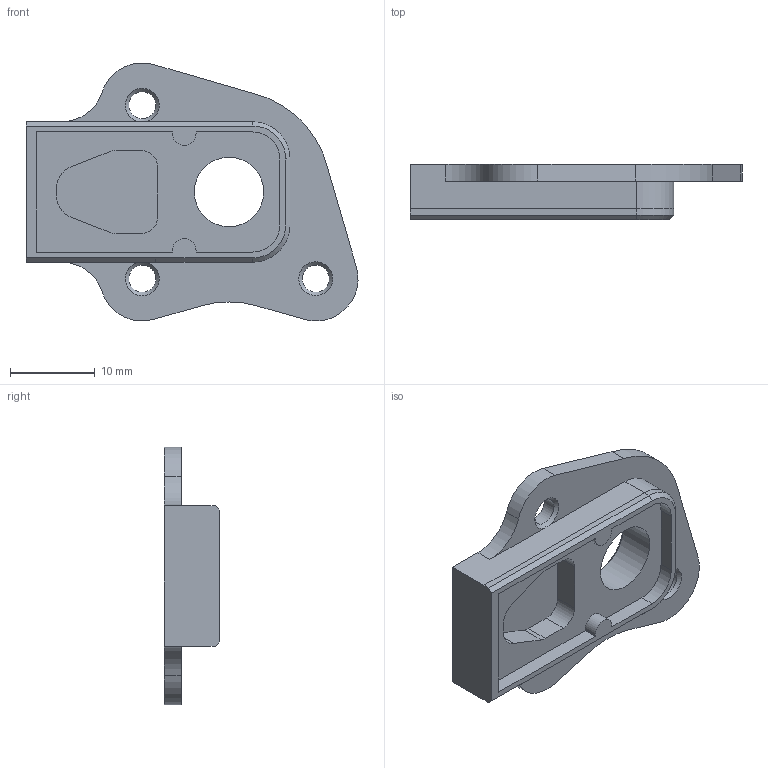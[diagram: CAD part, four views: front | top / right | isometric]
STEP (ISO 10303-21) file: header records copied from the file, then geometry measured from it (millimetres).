
FILE_DESCRIPTION(/* description */ (''),/* implementation_level */ '2;1');
FILE_NAME(/* name */ 'Mocowanie_enkodera.step',/* time_stamp */ '2024-06-11T00:03:02+02:00',/* author */ (''),/* organization */ (''),/* preprocessor_version */ 'ST-DEVELOPER v20',/* originating_system */ 'Autodesk Translation Framework v13.14.0.145',/* authorisation */ '');
FILE_SCHEMA (('AUTOMOTIVE_DESIGN { 1 0 10303 214 3 1 1 }'));
Length unit declared in the file: millimetre
Products named in the file (1): Mocowanie_enkodera
Bounding box: 39.25 x 6.54 x 30.49 mm (x, y, z)
Volume: 2838.4 mm3; surface area: 2698.8 mm2
Topology: 1 solids, 1 shells, 68 faces, 187 edges, 121 vertices
Faces by surface type: plane 37, cylinder 25, cone 6
Full cylindrical faces by diameter (mm): 3.2 x3, 8.2 x1
Entity records: 2204 total; most frequent: CARTESIAN_POINT 383, DIRECTION 377, ORIENTED_EDGE 374, EDGE_CURVE 187, LINE 129, VECTOR 129, AXIS2_PLACEMENT_3D 124, VERTEX_POINT 121
